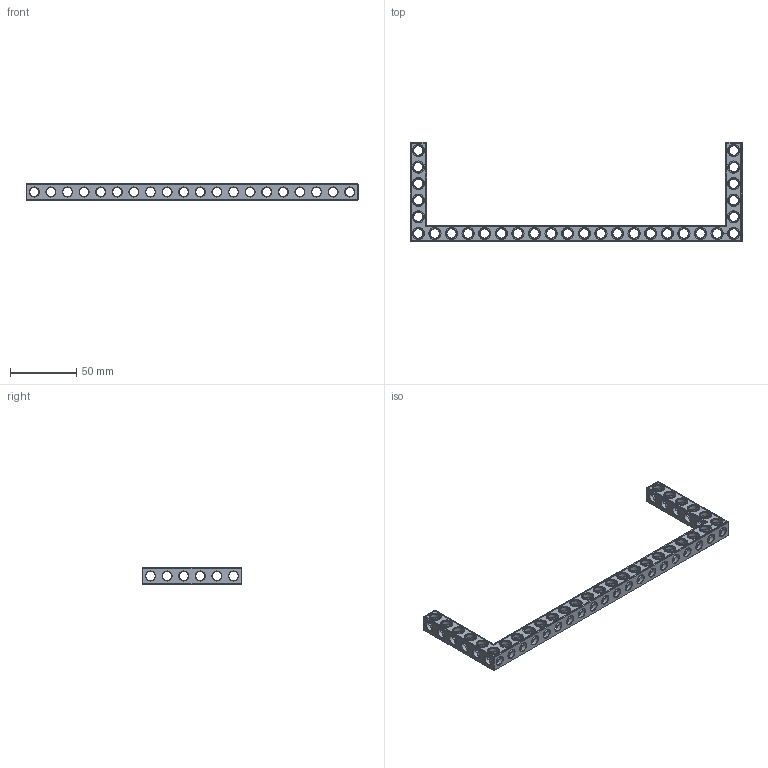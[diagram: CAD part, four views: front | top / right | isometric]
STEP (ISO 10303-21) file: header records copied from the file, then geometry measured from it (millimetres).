
FILE_DESCRIPTION(('FreeCAD Model'),'2;1');
FILE_NAME('Open CASCADE Shape Model','2022-03-09T23:03:35',('Author'),( ''),'Open CASCADE STEP processor 7.5','FreeCAD','Unknown');
FILE_SCHEMA(('AUTOMOTIVE_DESIGN { 1 0 10303 214 1 1 1 1 }'));
Products named in the file (1): Beam AGD ESS USH SYM BU20x06x01 - SPN-BEM-0636 (stemfie.org)
Bounding box: 250 x 75 x 12.5 mm (x, y, z)
Volume: 29300.9 mm3; surface area: 26219.7 mm2
Topology: 1 solids, 1 shells, 908 faces, 2754 edges, 1792 vertices
Faces by surface type: plane 399, extrusion 206, cylinder 181, cone 122
Full cylindrical faces by diameter (mm): 6.98 x14, 7 x137, 9.2 x30
Entity records: 125168 total; most frequent: CARTESIAN_POINT 73747, DIRECTION 8308, ORIENTED_EDGE 5508, PCURVE 5508, DEFINITIONAL_REPRESENTATION 5508, VECTOR 5266, LINE 5060, EDGE_CURVE 2754
